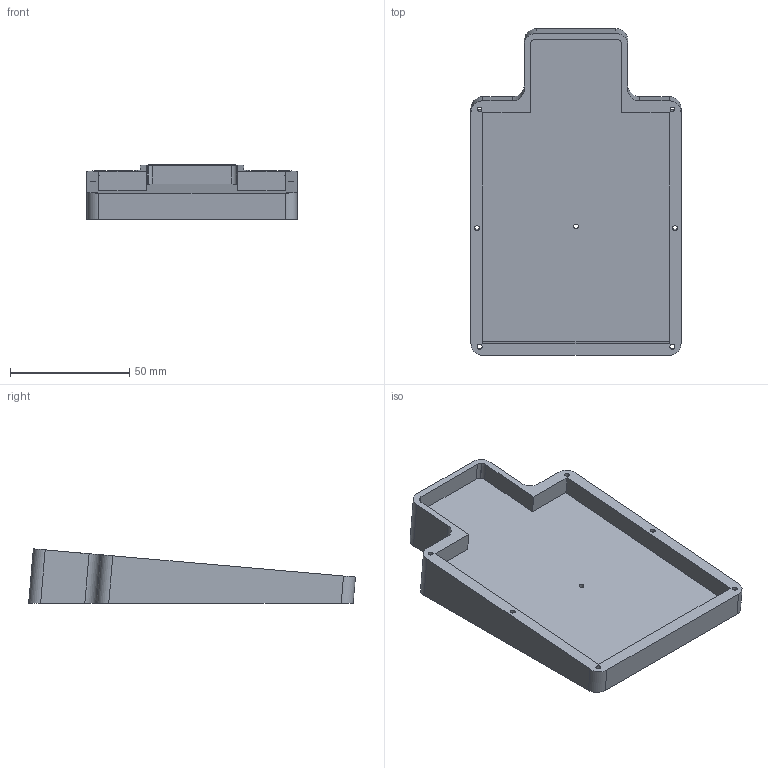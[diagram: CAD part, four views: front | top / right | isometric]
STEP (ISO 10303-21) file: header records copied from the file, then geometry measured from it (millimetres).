
FILE_DESCRIPTION(('HOOPS Exchange Step'),'2;1');
FILE_NAME('temp_export','2022-12-19T15:38:05-05:00',('jscotto'),('Shapr3D Limited'),'HOOPS Exchange 2022.1','Shapr3D','Authorized');
FILE_SCHEMA( ('AUTOMOTIVE_DESIGN { 1 0 10303 214 1 1 1 1 }') );
Length unit declared in the file: millimetre
Products named in the file (1): Bottom (5°)
Bounding box: 88.2 x 137.23 x 22.79 mm (x, y, z)
Volume: 103558 mm3; surface area: 32891.5 mm2
Topology: 1 solids, 1 shells, 54 faces, 143 edges, 99 vertices
Faces by surface type: plane 26, cylinder 21, bspline 7
Full cylindrical faces by diameter (mm): 2 x5, 2.1 x2, 3.6 x4
Entity records: 2808 total; most frequent: CARTESIAN_POINT 1409, ORIENTED_EDGE 286, DIRECTION 269, EDGE_CURVE 143, VERTEX_POINT 99, AXIS2_PLACEMENT_3D 98, EDGE_LOOP 76, FACE_BOUND 76
